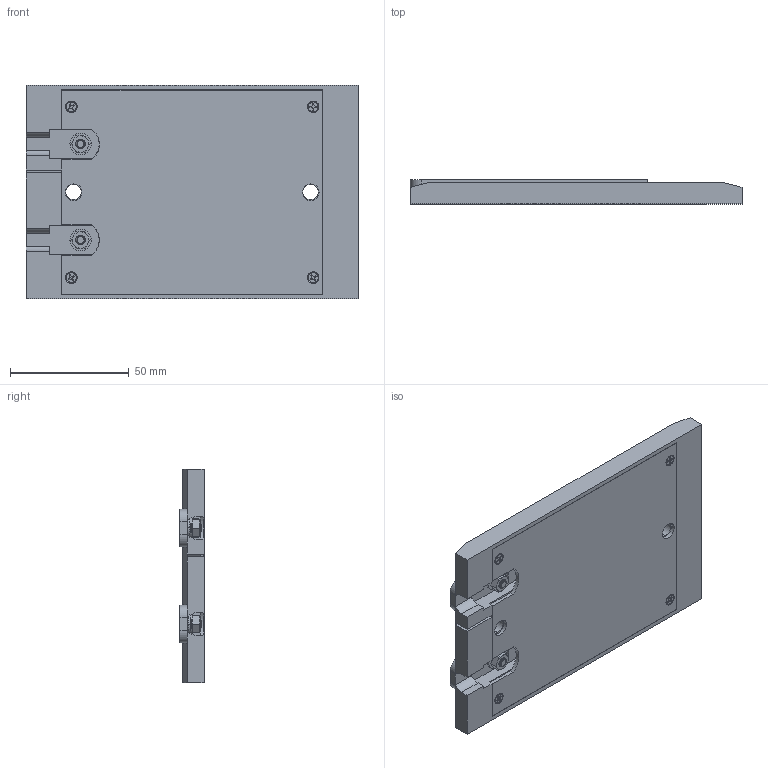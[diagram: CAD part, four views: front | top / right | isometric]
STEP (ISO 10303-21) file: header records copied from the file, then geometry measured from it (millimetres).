
FILE_DESCRIPTION (( 'STEP AP214' ), '1' );
FILE_NAME ('RPKIT-90_Base_ASSY_v1.STEP', '2019-07-25T19:31:04', ( '' ), ( '' ), 'SwSTEP 2.0', 'SolidWorks 2018', '' );
FILE_SCHEMA (( 'AUTOMOTIVE_DESIGN' ));
Length unit declared in the file: millimetre
Products named in the file (9): RPKIT-90_Base_Copper_v2; 90690A044_BRASS HEX NUT_90690A044; 90065A077_N2_FLAT HEAD PHILLIPS SCREW FOR SHEET METAL_90065A077; RPKIT-90_Base_ASSY_v1; magnet; 91635A210_BRASS FLAT WASHER_91635A210; Base_v2; 99658A641_METRIC BRASS FLAT HEAD PHILLIPS MACHINE SCREW_99658A641; PCB_BTM_BCP100_v11
Assembly tree (32 placements, depth 2):
  RPKIT-90_Base_ASSY_v1
    RPKIT-90_Base_Copper_v2  x2
    99658A641_METRIC BRASS FLAT HEAD PHILLIPS MACHINE SCREW_99658A641  x6
    PCB_BTM_BCP100_v11
    90065A077_N2_FLAT HEAD PHILLIPS SCREW FOR SHEET METAL_90065A077  x4
    Base_v2
    magnet  x6
    91635A210_BRASS FLAT WASHER_91635A210  x6
    90690A044_BRASS HEX NUT_90690A044  x6
Bounding box: 140 x 10.2 x 90 mm (x, y, z)
Volume: 100929.3 mm3; surface area: 71358.3 mm2
Topology: 32 solids, 32 shells, 1094 faces, 2852 edges, 1830 vertices
Faces by surface type: plane 415, cylinder 321, cone 266, bspline 80, torus 12
Entity records: 16010 total; most frequent: CARTESIAN_POINT 6625, ORIENTED_EDGE 1924, DIRECTION 1751, EDGE_CURVE 962, VERTEX_POINT 622, AXIS2_PLACEMENT_3D 597, LINE 557, VECTOR 557
